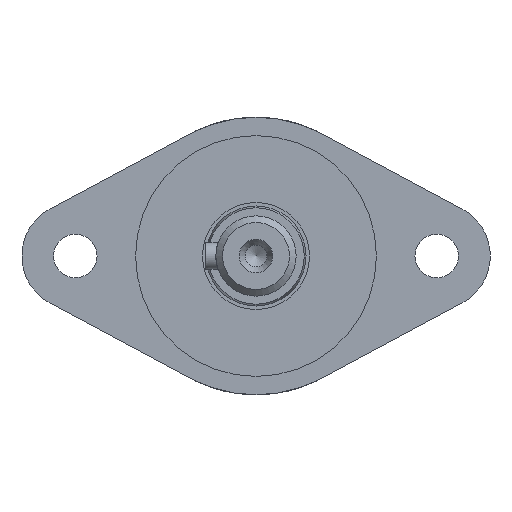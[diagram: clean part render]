
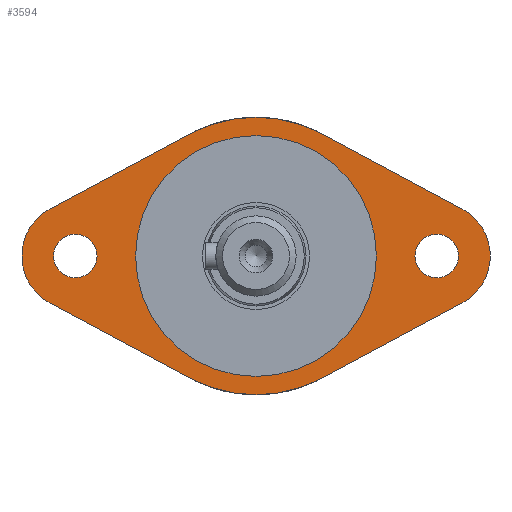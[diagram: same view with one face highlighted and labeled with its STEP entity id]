
A CAD part, left-side view. The second image highlights one B-rep face of the part: STEP entity #3594.
In plain terms, the highlighted planar face has unit normal (-1, 0, 0).
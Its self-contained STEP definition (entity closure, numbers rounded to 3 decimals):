
#54=FACE_BOUND('',#831,.T.);
#55=FACE_BOUND('',#832,.T.);
#56=FACE_BOUND('',#833,.T.);
#425=PLANE('',#3954);
#616=FACE_OUTER_BOUND('',#830,.T.);
#830=EDGE_LOOP('',(#3297,#3298,#3299,#3300,#3301,#3302,#3303,#3304));
#831=EDGE_LOOP('',(#3305));
#832=EDGE_LOOP('',(#3306));
#833=EDGE_LOOP('',(#3307,#3308));
#997=CIRCLE('',#3950,20.75);
#999=CIRCLE('',#3952,20.75);
#1001=CIRCLE('',#3955,8.);
#1002=CIRCLE('',#3956,8.);
#1003=CIRCLE('',#3957,3.25);
#1004=CIRCLE('',#3958,3.25);
#1005=CIRCLE('',#3959,18.);
#1006=CIRCLE('',#3960,18.);
#1281=LINE('',#6137,#1560);
#1282=LINE('',#6140,#1561);
#1283=LINE('',#6142,#1562);
#1284=LINE('',#6145,#1563);
#1560=VECTOR('',#4892,10.);
#1561=VECTOR('',#4895,10.);
#1562=VECTOR('',#4896,10.);
#1563=VECTOR('',#4899,10.);
#1871=VERTEX_POINT('',#6120);
#1872=VERTEX_POINT('',#6122);
#1875=VERTEX_POINT('',#6128);
#1876=VERTEX_POINT('',#6130);
#1878=VERTEX_POINT('',#6136);
#1879=VERTEX_POINT('',#6138);
#1880=VERTEX_POINT('',#6141);
#1881=VERTEX_POINT('',#6143);
#1882=VERTEX_POINT('',#6146);
#1883=VERTEX_POINT('',#6148);
#1884=VERTEX_POINT('',#6150);
#1885=VERTEX_POINT('',#6151);
#2352=EDGE_CURVE('',#1871,#1872,#997,.T.);
#2356=EDGE_CURVE('',#1875,#1876,#999,.T.);
#2359=EDGE_CURVE('',#1878,#1871,#1281,.T.);
#2360=EDGE_CURVE('',#1879,#1878,#1001,.T.);
#2361=EDGE_CURVE('',#1876,#1879,#1282,.T.);
#2362=EDGE_CURVE('',#1875,#1880,#1283,.T.);
#2363=EDGE_CURVE('',#1880,#1881,#1002,.T.);
#2364=EDGE_CURVE('',#1881,#1872,#1284,.T.);
#2365=EDGE_CURVE('',#1882,#1882,#1003,.T.);
#2366=EDGE_CURVE('',#1883,#1883,#1004,.T.);
#2367=EDGE_CURVE('',#1884,#1885,#1005,.T.);
#2368=EDGE_CURVE('',#1885,#1884,#1006,.T.);
#3297=ORIENTED_EDGE('',*,*,#2352,.F.);
#3298=ORIENTED_EDGE('',*,*,#2359,.F.);
#3299=ORIENTED_EDGE('',*,*,#2360,.F.);
#3300=ORIENTED_EDGE('',*,*,#2361,.F.);
#3301=ORIENTED_EDGE('',*,*,#2356,.F.);
#3302=ORIENTED_EDGE('',*,*,#2362,.T.);
#3303=ORIENTED_EDGE('',*,*,#2363,.T.);
#3304=ORIENTED_EDGE('',*,*,#2364,.T.);
#3305=ORIENTED_EDGE('',*,*,#2365,.T.);
#3306=ORIENTED_EDGE('',*,*,#2366,.T.);
#3307=ORIENTED_EDGE('',*,*,#2367,.T.);
#3308=ORIENTED_EDGE('',*,*,#2368,.T.);
#3594=ADVANCED_FACE('',(#616,#54,#55,#56),#425,.T.);
#3950=AXIS2_PLACEMENT_3D('',#6123,#4879,#4880);
#3952=AXIS2_PLACEMENT_3D('',#6131,#4885,#4886);
#3954=AXIS2_PLACEMENT_3D('',#6135,#4890,#4891);
#3955=AXIS2_PLACEMENT_3D('',#6139,#4893,#4894);
#3956=AXIS2_PLACEMENT_3D('',#6144,#4897,#4898);
#3957=AXIS2_PLACEMENT_3D('',#6147,#4900,#4901);
#3958=AXIS2_PLACEMENT_3D('',#6149,#4902,#4903);
#3959=AXIS2_PLACEMENT_3D('',#6152,#4904,#4905);
#3960=AXIS2_PLACEMENT_3D('',#6153,#4906,#4907);
#4879=DIRECTION('center_axis',(1.,0.,0.));
#4880=DIRECTION('ref_axis',(0.,-1.,0.));
#4885=DIRECTION('center_axis',(1.,0.,0.));
#4886=DIRECTION('ref_axis',(0.,-1.,0.));
#4890=DIRECTION('center_axis',(-1.,0.,0.));
#4891=DIRECTION('ref_axis',(0.,0.,
-1.));
#4892=DIRECTION('',(0.,-0.881,0.472));
#4893=DIRECTION('center_axis',(1.,0.,0.));
#4894=DIRECTION('ref_axis',(0.,-0.472,-0.881));
#4895=DIRECTION('',(0.,0.881,0.472));
#4896=DIRECTION('',(0.,-0.881,0.472));
#4897=DIRECTION('center_axis',(-1.,0.,0.));
#4898=DIRECTION('ref_axis',(0.,-0.472,-0.881));
#4899=DIRECTION('',(0.,0.881,0.472));
#4900=DIRECTION('center_axis',(1.,0.,0.));
#4901=DIRECTION('ref_axis',(0.,0.,1.));
#4902=DIRECTION('center_axis',(1.,0.,0.));
#4903=DIRECTION('ref_axis',(0.,0.,1.));
#4904=DIRECTION('center_axis',(1.,0.,0.));
#4905=DIRECTION('ref_axis',(0.,-1.,0.));
#4906=DIRECTION('center_axis',(1.,0.,0.));
#4907=DIRECTION('ref_axis',(0.,-1.,0.));
#6120=CARTESIAN_POINT('',(-179.7,9.799,18.291));
#6122=CARTESIAN_POINT('',(-179.7,-9.799,18.291));
#6123=CARTESIAN_POINT('Origin',(-179.7,0.,0.));
#6128=CARTESIAN_POINT('',(-179.7,-9.799,-18.291));
#6130=CARTESIAN_POINT('',(-179.7,9.799,-18.291));
#6131=CARTESIAN_POINT('Origin',(-179.7,0.,0.));
#6135=CARTESIAN_POINT('Origin',(-179.7,-19.375,0.));
#6136=CARTESIAN_POINT('',(-179.7,30.778,7.052));
#6137=CARTESIAN_POINT('',(-179.7,30.778,7.052));
#6138=CARTESIAN_POINT('',(-179.7,30.778,-7.052));
#6139=CARTESIAN_POINT('Origin',(-179.7,27.,0.));
#6140=CARTESIAN_POINT('',(-179.7,9.799,-18.291));
#6141=CARTESIAN_POINT('',(-179.7,-30.778,-7.052));
#6142=CARTESIAN_POINT('',(-179.7,-9.799,-18.291));
#6143=CARTESIAN_POINT('',(-179.7,-30.778,7.052));
#6144=CARTESIAN_POINT('Origin',(-179.7,-27.,0.));
#6145=CARTESIAN_POINT('',(-179.7,-30.778,7.052));
#6146=CARTESIAN_POINT('',(-179.7,-27.,-3.25));
#6147=CARTESIAN_POINT('Origin',(-179.7,-27.,0.));
#6148=CARTESIAN_POINT('',(-179.7,27.,-3.25));
#6149=CARTESIAN_POINT('Origin',(-179.7,27.,0.));
#6150=CARTESIAN_POINT('',(-179.7,-18.,0.));
#6151=CARTESIAN_POINT('',(-179.7,18.,0.));
#6152=CARTESIAN_POINT('Origin',(-179.7,0.,
0.));
#6153=CARTESIAN_POINT('Origin',(-179.7,0.,
0.));
